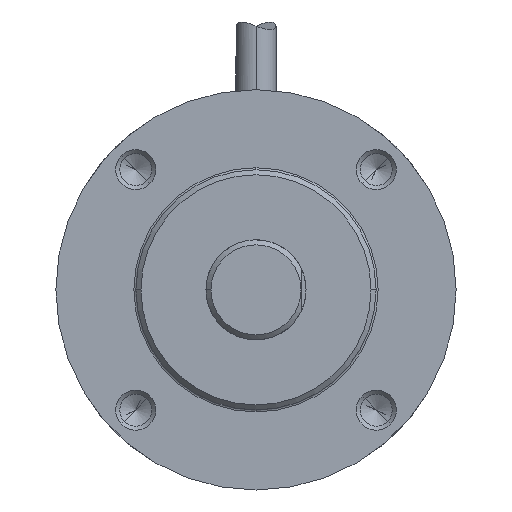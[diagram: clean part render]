
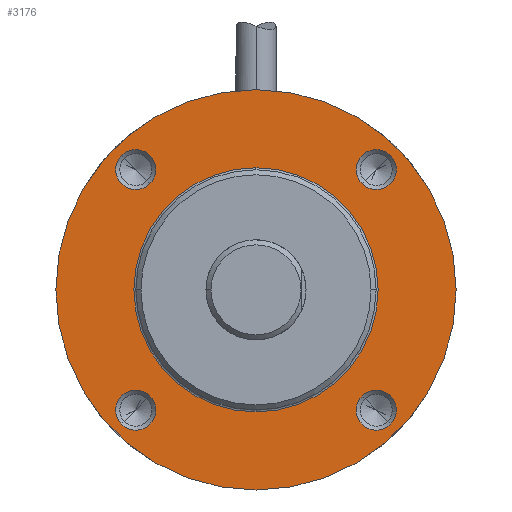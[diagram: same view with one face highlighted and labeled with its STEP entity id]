
A CAD part, left-side view. The second image highlights one B-rep face of the part: STEP entity #3176.
In plain terms, the highlighted planar face has unit normal (-1, 0, 0).
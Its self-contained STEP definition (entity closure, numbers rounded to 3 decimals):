
#1438=EDGE_CURVE('',#2322,#2638,#3929,.T.);
#1472=VERTEX_POINT('',#3965);
#1646=VERTEX_POINT('',#4150);
#1672=VERTEX_POINT('',#4180);
#2068=EDGE_CURVE('',#2626,#3618,#4612,.T.);
#2206=EDGE_CURVE('',#1472,#1646,#4766,.T.);
#2212=VERTEX_POINT('',#4772);
#2240=VERTEX_POINT('',#4801);
#2322=VERTEX_POINT('',#4890);
#2374=EDGE_CURVE('',#3102,#1672,#4946,.T.);
#2444=VERTEX_POINT('',#5022);
#2626=VERTEX_POINT('',#5222);
#2638=VERTEX_POINT('',#5236);
#2832=EDGE_CURVE('',#2444,#1472,#5457,.T.);
#2956=EDGE_CURVE('',#2240,#2212,#5596,.T.);
#2964=EDGE_CURVE('',#2638,#2322,#5605,.T.);
#3000=VERTEX_POINT('',#5647);
#3066=EDGE_CURVE('',#2212,#2240,#5723,.T.);
#3102=VERTEX_POINT('',#5765);
#3176=ADVANCED_FACE('',(#5847,#5848,#5849,#5850,#5851,#5852),#5853,.T.);
#3202=EDGE_CURVE('',#3618,#2626,#5881,.T.);
#3206=EDGE_CURVE('',#1646,#2444,#5885,.T.);
#3296=EDGE_CURVE('',#3660,#3000,#5983,.T.);
#3386=EDGE_CURVE('',#3000,#3660,#6081,.T.);
#3618=VERTEX_POINT('',#6336);
#3630=EDGE_CURVE('',#1672,#3102,#6348,.T.);
#3660=VERTEX_POINT('',#6381);
#3929=CIRCLE('',#6791,2.0);
#3965=CARTESIAN_POINT('',(3.0,0.,-12.2));
#4150=CARTESIAN_POINT('',(3.0,12.2,0.0));
#4180=CARTESIAN_POINT('',(3.,-10.607,10.607));
#4612=CIRCLE('',#7928,20.0);
#4766=CIRCLE('',#8176,12.2);
#4772=CARTESIAN_POINT('',(3.,-10.607,-10.607));
#4801=CARTESIAN_POINT('',(3.,-13.435,-13.435));
#4890=CARTESIAN_POINT('',(3.0,10.607,10.607));
#4946=CIRCLE('',#8484,2.0);
#5022=CARTESIAN_POINT('',(3.0,0.,12.2));
#5222=CARTESIAN_POINT('',(3.0,20.0,0.0));
#5236=CARTESIAN_POINT('',(3.0,13.435,13.435));
#5457=CIRCLE('',#9385,12.2);
#5596=CIRCLE('',#9641,2.0);
#5605=CIRCLE('',#9687,2.0);
#5647=CARTESIAN_POINT('',(3.,13.435,-13.435));
#5723=CIRCLE('',#9853,2.0);
#5765=CARTESIAN_POINT('',(3.,-13.435,13.435));
#5847=FACE_BOUND('',#10054,.T.);
#5848=FACE_BOUND('',#10055,.T.);
#5849=FACE_BOUND('',#10056,.T.);
#5850=FACE_BOUND('',#10057,.T.);
#5851=FACE_OUTER_BOUND('',#10058,.T.);
#5852=FACE_BOUND('',#10059,.T.);
#5853=PLANE('',#10060);
#5881=CIRCLE('',#10098,20.0);
#5885=CIRCLE('',#10118,12.2);
#5983=CIRCLE('',#10280,2.0);
#6081=CIRCLE('',#10512,2.0);
#6336=CARTESIAN_POINT('',(3.0,-20.0,0.));
#6348=CIRCLE('',#11092,2.0);
#6381=CARTESIAN_POINT('',(3.,10.607,-10.607));
#6791=AXIS2_PLACEMENT_3D('',#11500,#11501,#11502);
#7928=AXIS2_PLACEMENT_3D('',#12242,#12243,#12244);
#8176=AXIS2_PLACEMENT_3D('',#12431,#12432,#12433);
#8484=AXIS2_PLACEMENT_3D('',#12619,#12620,#12621);
#9385=AXIS2_PLACEMENT_3D('',#13234,#13235,#13236);
#9641=AXIS2_PLACEMENT_3D('',#13405,#13406,#13407);
#9687=AXIS2_PLACEMENT_3D('',#13417,#13418,#13419);
#9853=AXIS2_PLACEMENT_3D('',#13602,#13603,#13604);
#10054=EDGE_LOOP('',(#13747,#13748));
#10055=EDGE_LOOP('',(#13749,#13750));
#10056=EDGE_LOOP('',(#13751,#13752));
#10057=EDGE_LOOP('',(#13753,#13754));
#10058=EDGE_LOOP('',(#13755,#13756));
#10059=EDGE_LOOP('',(#13757,#13758,#13759));
#10060=AXIS2_PLACEMENT_3D('',#13760,#13761,#13762);
#10098=AXIS2_PLACEMENT_3D('',#13791,#13792,#13793);
#10118=AXIS2_PLACEMENT_3D('',#13794,#13795,#13796);
#10280=AXIS2_PLACEMENT_3D('',#13908,#13909,#13910);
#10512=AXIS2_PLACEMENT_3D('',#14012,#14013,#14014);
#11092=AXIS2_PLACEMENT_3D('',#14321,#14322,#14323);
#11500=CARTESIAN_POINT('',(3.0,12.021,12.021));
#11501=DIRECTION('',(1.0,0.0,0.0));
#11502=DIRECTION('',(0.0,-0.707,-0.707));
#12242=CARTESIAN_POINT('',(3.0,0.0,0.0));
#12243=DIRECTION('',(1.0,0.0,0.0));
#12244=DIRECTION('',(0.0,1.0,0.0));
#12431=CARTESIAN_POINT('',(3.0,0.0,0.0));
#12432=DIRECTION('',(1.0,0.0,0.0));
#12433=DIRECTION('',(0.0,1.0,0.0));
#12619=CARTESIAN_POINT('',(3.,-12.021,12.021));
#12620=DIRECTION('',(1.0,-0.0,0.0));
#12621=DIRECTION('',(0.0,0.707,-0.707));
#13234=CARTESIAN_POINT('',(3.0,0.0,0.0));
#13235=DIRECTION('',(1.0,0.0,0.0));
#13236=DIRECTION('',(0.0,1.0,0.0));
#13405=CARTESIAN_POINT('',(3.,-12.021,-12.021));
#13406=DIRECTION('',(1.0,0.0,-0.0));
#13407=DIRECTION('',(0.0,0.707,0.707));
#13417=CARTESIAN_POINT('',(3.0,12.021,12.021));
#13418=DIRECTION('',(1.0,0.0,0.0));
#13419=DIRECTION('',(0.0,-0.707,-0.707));
#13602=CARTESIAN_POINT('',(3.,-12.021,-12.021));
#13603=DIRECTION('',(1.0,0.0,-0.0));
#13604=DIRECTION('',(0.0,0.707,0.707));
#13747=ORIENTED_EDGE('',*,*,#1438,.T.);
#13748=ORIENTED_EDGE('',*,*,#2964,.T.);
#13749=ORIENTED_EDGE('',*,*,#3296,.T.);
#13750=ORIENTED_EDGE('',*,*,#3386,.T.);
#13751=ORIENTED_EDGE('',*,*,#3066,.T.);
#13752=ORIENTED_EDGE('',*,*,#2956,.T.);
#13753=ORIENTED_EDGE('',*,*,#3630,.T.);
#13754=ORIENTED_EDGE('',*,*,#2374,.T.);
#13755=ORIENTED_EDGE('',*,*,#2068,.F.);
#13756=ORIENTED_EDGE('',*,*,#3202,.F.);
#13757=ORIENTED_EDGE('',*,*,#3206,.T.);
#13758=ORIENTED_EDGE('',*,*,#2832,.T.);
#13759=ORIENTED_EDGE('',*,*,#2206,.T.);
#13760=CARTESIAN_POINT('',(3.0,16.1,0.0));
#13761=DIRECTION('',(-1.0,-0.0,0.0));
#13762=DIRECTION('',(0.0,-1.0,-0.0));
#13791=CARTESIAN_POINT('',(3.0,0.0,0.0));
#13792=DIRECTION('',(1.0,0.0,0.0));
#13793=DIRECTION('',(0.0,1.0,0.0));
#13794=CARTESIAN_POINT('',(3.0,0.0,0.0));
#13795=DIRECTION('',(1.0,0.0,0.0));
#13796=DIRECTION('',(0.0,1.0,0.0));
#13908=CARTESIAN_POINT('',(3.,12.021,-12.021));
#13909=DIRECTION('',(1.0,0.0,-0.0));
#13910=DIRECTION('',(0.0,-0.707,0.707));
#14012=CARTESIAN_POINT('',(3.,12.021,-12.021));
#14013=DIRECTION('',(1.0,0.0,-0.0));
#14014=DIRECTION('',(0.0,-0.707,0.707));
#14321=CARTESIAN_POINT('',(3.,-12.021,12.021));
#14322=DIRECTION('',(1.0,-0.0,0.0));
#14323=DIRECTION('',(0.0,0.707,-0.707));
